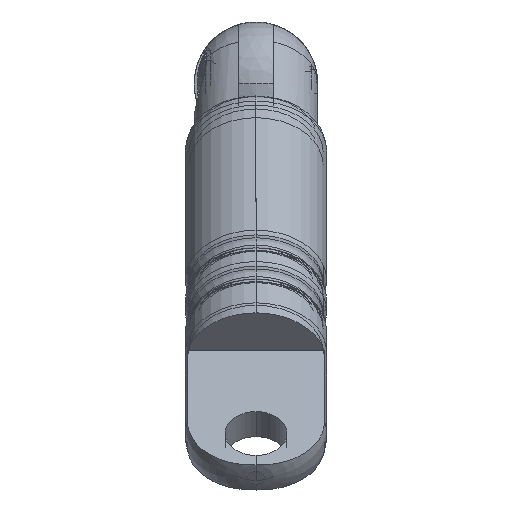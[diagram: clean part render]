
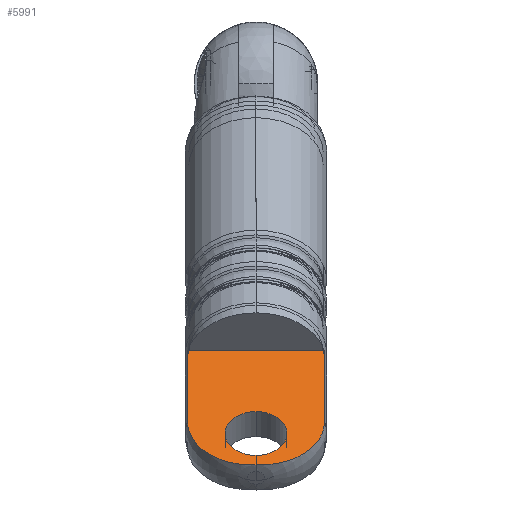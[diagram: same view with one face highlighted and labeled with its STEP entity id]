
A CAD part, left-side view. The second image highlights one B-rep face of the part: STEP entity #5991.
In plain terms, the highlighted face is planar.
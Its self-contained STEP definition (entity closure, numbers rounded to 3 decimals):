
#89 = ORIENTED_EDGE ( 'NONE', *, *, #6492, .F. ) ;
#121 = CARTESIAN_POINT ( 'NONE',  ( 0., 3.873, 1. ) ) ;
#161 = DIRECTION ( 'NONE',  ( 0., 0., -1. ) ) ;
#181 = CARTESIAN_POINT ( 'NONE',  ( -7.457, 3.744, 1. ) ) ;
#231 = DIRECTION ( 'NONE',  ( 0., 0., -1. ) ) ;
#331 = CARTESIAN_POINT ( 'NONE',  ( -6.5, 3.873, 1. ) ) ;
#365 = AXIS2_PLACEMENT_3D ( 'NONE', #6327, #231, #4110 ) ;
#436 = EDGE_CURVE ( 'NONE', #972, #3627, #3804, .T. ) ;
#451 = VECTOR ( 'NONE', #3996, 1000. ) ;
#457 = CARTESIAN_POINT ( 'NONE',  ( -6.742, -3.873, 1. ) ) ;
#478 = CARTESIAN_POINT ( 'NONE',  ( -9.964, -0.489, 1. ) ) ;
#550 = CARTESIAN_POINT ( 'NONE',  ( -9.964, 0., 1. ) ) ;
#673 = EDGE_CURVE ( 'NONE', #3627, #972, #7045, .T. ) ;
#711 = EDGE_LOOP ( 'NONE', ( #89, #3699, #2053, #1517, #5958 ) ) ;
#713 = CARTESIAN_POINT ( 'NONE',  ( -9.891, 0.97, 1. ) ) ;
#735 = CARTESIAN_POINT ( 'NONE',  ( -6.745, 3.873, 1. ) ) ;
#972 = VERTEX_POINT ( 'NONE', #1232 ) ;
#1014 = CARTESIAN_POINT ( 'NONE',  ( -7.459, -3.744, 1. ) ) ;
#1227 = VECTOR ( 'NONE', #5807, 1000. ) ;
#1232 = CARTESIAN_POINT ( 'NONE',  ( -9.2, 0., 1. ) ) ;
#1277 = CARTESIAN_POINT ( 'NONE',  ( -9.695, 1.671, 1. ) ) ;
#1328 = FACE_BOUND ( 'NONE', #4128, .T. ) ;
#1352 = B_SPLINE_CURVE_WITH_KNOTS ( 'NONE', 3,
 ( #4025, #5687, #1808, #713, #4580, #1277, #5147, #1834, #5714, #2386, #6276, #2947, #6821, #3499, #181, #4054, #735, #4607 ),
 .UNSPECIFIED., .F., .F.,
 ( 4, 2, 2, 2, 2, 2, 2, 2, 4 ),
 ( 0., 0.001, 0.001, 0.002, 0.003, 0.004, 0.004, 0.005, 0.006 ),
 .UNSPECIFIED. ) ;
#1517 = ORIENTED_EDGE ( 'NONE', *, *, #6756, .F. ) ;
#1576 = CARTESIAN_POINT ( 'NONE',  ( -8.129, -3.466, 1. ) ) ;
#1732 = CARTESIAN_POINT ( 'NONE',  ( -7.45, 0., 1. ) ) ;
#1808 = CARTESIAN_POINT ( 'NONE',  ( -9.952, 0.487, 1. ) ) ;
#1834 = CARTESIAN_POINT ( 'NONE',  ( -9.364, 2.319, 1. ) ) ;
#1921 = CARTESIAN_POINT ( 'NONE',  ( -0.8, -4., 1. ) ) ;
#2053 = ORIENTED_EDGE ( 'NONE', *, *, #2119, .T. ) ;
#2119 = EDGE_CURVE ( 'NONE', #6026, #2217, #4327, .T. ) ;
#2134 = CARTESIAN_POINT ( 'NONE',  ( -8.729, -3.05, 1. ) ) ;
#2146 = EDGE_CURVE ( 'NONE', #6026, #2211, #3989, .T. ) ;
#2200 = ORIENTED_EDGE ( 'NONE', *, *, #436, .T. ) ;
#2211 = VERTEX_POINT ( 'NONE', #6642 ) ;
#2217 = VERTEX_POINT ( 'NONE', #3649 ) ;
#2290 = DIRECTION ( 'NONE',  ( -1., 0., 0. ) ) ;
#2386 = CARTESIAN_POINT ( 'NONE',  ( -8.908, 2.882, 1. ) ) ;
#2495 = CARTESIAN_POINT ( 'NONE',  ( -0.8, -3.873, 1. ) ) ;
#2501 = CARTESIAN_POINT ( 'NONE',  ( 0., -3.873, 1. ) ) ;
#2694 = VECTOR ( 'NONE', #5832, 1000. ) ;
#2696 = CARTESIAN_POINT ( 'NONE',  ( -9.225, -2.519, 1. ) ) ;
#2947 = CARTESIAN_POINT ( 'NONE',  ( -8.34, 3.341, 1. ) ) ;
#3247 = CARTESIAN_POINT ( 'NONE',  ( -9.599, -1.895, 1. ) ) ;
#3477 = CARTESIAN_POINT ( 'NONE',  ( -7.45, 0., 1. ) ) ;
#3499 = CARTESIAN_POINT ( 'NONE',  ( -7.692, 3.666, 1. ) ) ;
#3627 = VERTEX_POINT ( 'NONE', #4225 ) ;
#3649 = CARTESIAN_POINT ( 'NONE',  ( -0.8, 3.873, 1. ) ) ;
#3699 = ORIENTED_EDGE ( 'NONE', *, *, #2146, .F. ) ;
#3700 = AXIS2_PLACEMENT_3D ( 'NONE', #1732, #5612, #2290 ) ;
#3721 = FACE_OUTER_BOUND ( 'NONE', #711, .T. ) ;
#3792 = CARTESIAN_POINT ( 'NONE',  ( -9.915, -0.974, 1. ) ) ;
#3804 = CIRCLE ( 'NONE', #3700, 1.75 ) ;
#3989 = LINE ( 'NONE', #2501, #2694 ) ;
#3996 = DIRECTION ( 'NONE',  ( 1., 0., 0. ) ) ;
#4025 = CARTESIAN_POINT ( 'NONE',  ( -9.964, 0., 1. ) ) ;
#4029 = DIRECTION ( 'NONE',  ( -1., 0., 0. ) ) ;
#4054 = CARTESIAN_POINT ( 'NONE',  ( -6.985, 3.847, 1. ) ) ;
#4110 = DIRECTION ( 'NONE',  ( -1., 0., 0. ) ) ;
#4128 = EDGE_LOOP ( 'NONE', ( #7141, #2200 ) ) ;
#4130 = EDGE_CURVE ( 'NONE', #5077, #4842, #1352, .T. ) ;
#4225 = CARTESIAN_POINT ( 'NONE',  ( -5.7, 0., 1. ) ) ;
#4327 = LINE ( 'NONE', #1921, #1227 ) ;
#4330 = CARTESIAN_POINT ( 'NONE',  ( -6.982, -3.847, 1. ) ) ;
#4352 = CARTESIAN_POINT ( 'NONE',  ( -9.964, 0., 1. ) ) ;
#4580 = CARTESIAN_POINT ( 'NONE',  ( -9.84, 1.21, 1. ) ) ;
#4607 = CARTESIAN_POINT ( 'NONE',  ( -6.5, 3.873, 1. ) ) ;
#4638 = PLANE ( 'NONE',  #365 ) ;
#4842 = VERTEX_POINT ( 'NONE', #331 ) ;
#4880 = CARTESIAN_POINT ( 'NONE',  ( -7.69, -3.666, 1. ) ) ;
#5061 = LINE ( 'NONE', #121, #451 ) ;
#5077 = VERTEX_POINT ( 'NONE', #550 ) ;
#5147 = CARTESIAN_POINT ( 'NONE',  ( -9.601, 1.893, 1. ) ) ;
#5337 = B_SPLINE_CURVE_WITH_KNOTS ( 'NONE', 3,
 ( #5994, #457, #4330, #1014, #4880, #1576, #5445, #2134, #6013, #2696, #6570, #3247, #7121, #3792, #478, #4352 ),
 .UNSPECIFIED., .F., .F.,
 ( 4, 2, 2, 2, 2, 2, 2, 4 ),
 ( 0.018, 0.018, 0.019, 0.02, 0.02, 0.021, 0.022, 0.023 ),
 .UNSPECIFIED. ) ;
#5445 = CARTESIAN_POINT ( 'NONE',  ( -8.341, -3.34, 1. ) ) ;
#5612 = DIRECTION ( 'NONE',  ( 0., 0., -1. ) ) ;
#5687 = CARTESIAN_POINT ( 'NONE',  ( -9.964, 0.244, 1. ) ) ;
#5714 = CARTESIAN_POINT ( 'NONE',  ( -9.224, 2.519, 1. ) ) ;
#5807 = DIRECTION ( 'NONE',  ( 0., 1., 0. ) ) ;
#5827 = AXIS2_PLACEMENT_3D ( 'NONE', #3477, #161, #4029 ) ;
#5832 = DIRECTION ( 'NONE',  ( -1., 0., 0. ) ) ;
#5958 = ORIENTED_EDGE ( 'NONE', *, *, #4130, .F. ) ;
#5991 = ADVANCED_FACE ( 'NONE', ( #1328, #3721 ), #4638, .F. ) ;
#5994 = CARTESIAN_POINT ( 'NONE',  ( -6.5, -3.873, 1. ) ) ;
#6013 = CARTESIAN_POINT ( 'NONE',  ( -8.906, -2.885, 1. ) ) ;
#6026 = VERTEX_POINT ( 'NONE', #2495 ) ;
#6276 = CARTESIAN_POINT ( 'NONE',  ( -8.73, 3.049, 1. ) ) ;
#6327 = CARTESIAN_POINT ( 'NONE',  ( -12.364, -4., 1. ) ) ;
#6492 = EDGE_CURVE ( 'NONE', #2211, #5077, #5337, .T. ) ;
#6570 = CARTESIAN_POINT ( 'NONE',  ( -9.365, -2.318, 1. ) ) ;
#6642 = CARTESIAN_POINT ( 'NONE',  ( -6.5, -3.873, 1. ) ) ;
#6756 = EDGE_CURVE ( 'NONE', #4842, #2217, #5061, .T. ) ;
#6821 = CARTESIAN_POINT ( 'NONE',  ( -8.132, 3.464, 1. ) ) ;
#7045 = CIRCLE ( 'NONE', #5827, 1.75 ) ;
#7121 = CARTESIAN_POINT ( 'NONE',  ( -9.695, -1.671, 1. ) ) ;
#7141 = ORIENTED_EDGE ( 'NONE', *, *, #673, .T. ) ;
